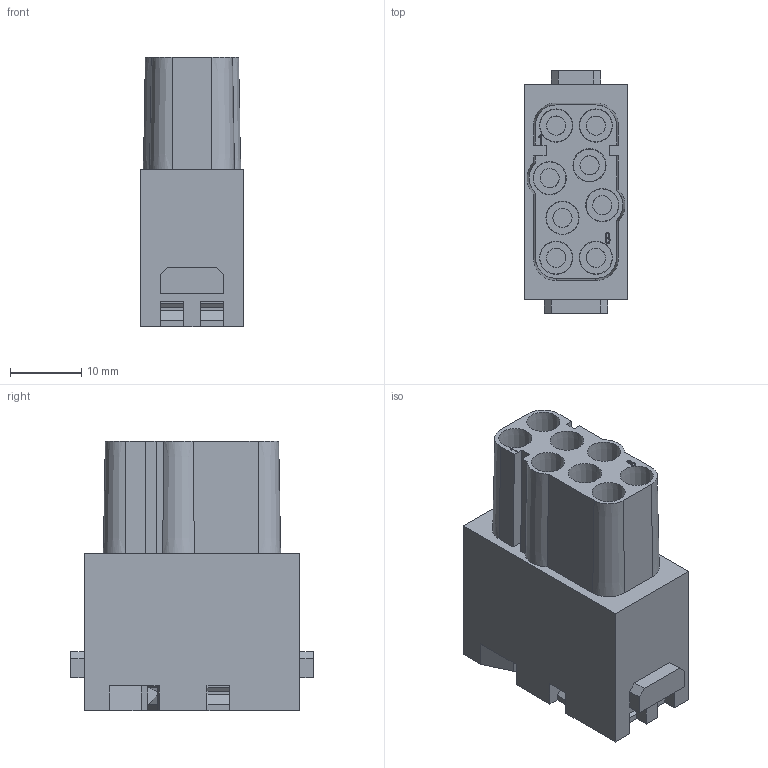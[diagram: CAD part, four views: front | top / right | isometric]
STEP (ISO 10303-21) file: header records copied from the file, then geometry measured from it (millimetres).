
FILE_DESCRIPTION(/* description */ (''),/* implementation_level */ '2;1');
FILE_NAME(/* name */ '100195253ugm000_d.stp',/* time_stamp */ '2019-05-03T08:39:10+02:00',/* author */ (''),/* organization */ (''),/* preprocessor_version */ 'ST-DEVELOPER v16.7',/* originating_system */ 'SIEMENS PLM Software NX 12.0',/* authorisation */ '');
FILE_SCHEMA (('AUTOMOTIVE_DESIGN { 1 0 10303 214 3 1 1 1 }'));
Length unit declared in the file: millimetre
Products named in the file (1): 100195253ugm000_d
Bounding box: 14.6 x 34.2 x 37.91 mm (x, y, z)
Volume: 11969.5 mm3; surface area: 7104.9 mm2
Topology: 1 solids, 2 shells, 576 faces, 1625 edges, 1197 vertices
Faces by surface type: plane 434, cylinder 76, cone 38, extrusion 20, bspline 8
Full cylindrical faces by diameter (mm): 0.911 x1, 1.077 x1, 2.3 x8, 2.7 x8, 3 x8, 3.4 x8, 3.8 x8
Entity records: 22904 total; most frequent: CARTESIAN_POINT 4643, ORIENTED_EDGE 2800, DIRECTION 2713, EDGE_CURVE 1400, VECTOR 1227, LINE 1207, VERTEX_POINT 976, AXIS2_PLACEMENT_3D 743
